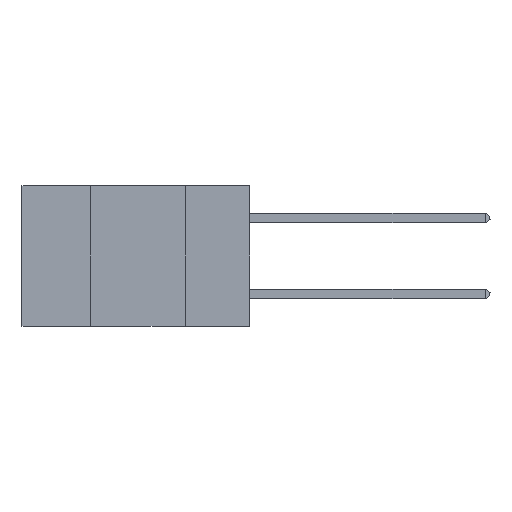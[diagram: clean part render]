
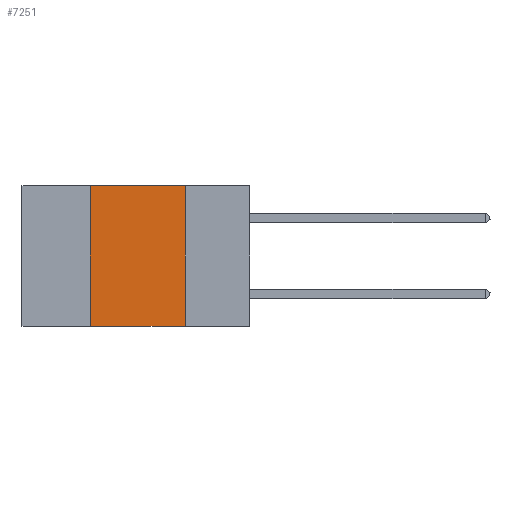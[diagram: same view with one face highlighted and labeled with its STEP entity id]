
A CAD part, left-side view. The second image highlights one B-rep face of the part: STEP entity #7251.
In plain terms, the highlighted planar face has unit normal (-1, 0, 0).
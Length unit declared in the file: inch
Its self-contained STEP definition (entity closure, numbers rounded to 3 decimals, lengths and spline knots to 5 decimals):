
#64 = VECTOR ( 'NONE', #4599, 39.37008 ) ;
#260 = VERTEX_POINT ( 'NONE', #14898 ) ;
#314 = VERTEX_POINT ( 'NONE', #9982 ) ;
#374 = EDGE_LOOP ( 'NONE', ( #13514, #5228, #7125, #14548 ) ) ;
#2393 = CARTESIAN_POINT ( 'NONE',  ( 0., 0.6, 0. ) ) ;
#2705 = CARTESIAN_POINT ( 'NONE',  ( 0., 0.6, 0. ) ) ;
#3280 = EDGE_CURVE ( 'NONE', #260, #9280, #13087, .T. ) ;
#3626 = VERTEX_POINT ( 'NONE', #5038 ) ;
#4599 = DIRECTION ( 'NONE',  ( 0., 0., 1. ) ) ;
#4618 = CARTESIAN_POINT ( 'NONE',  ( 0., 0.17, 0. ) ) ;
#4737 = DIRECTION ( 'NONE',  ( 1., 0., 0. ) ) ;
#4994 = VECTOR ( 'NONE', #14803, 39.37008 ) ;
#5038 = CARTESIAN_POINT ( 'NONE',  ( 0., 0.42, 0. ) ) ;
#5228 = ORIENTED_EDGE ( 'NONE', *, *, #11222, .F. ) ;
#7125 = ORIENTED_EDGE ( 'NONE', *, *, #10306, .F. ) ;
#7251 = ADVANCED_FACE ( 'NONE', ( #8758 ), #11880, .F. ) ;
#8498 = DIRECTION ( 'NONE',  ( 0., 0., -1. ) ) ;
#8758 = FACE_OUTER_BOUND ( 'NONE', #374, .T. ) ;
#9280 = VERTEX_POINT ( 'NONE', #14564 ) ;
#9613 = VECTOR ( 'NONE', #12505, 39.37008 ) ;
#9721 = EDGE_CURVE ( 'NONE', #314, #9280, #11287, .T. ) ;
#9899 = VECTOR ( 'NONE', #10245, 39.37008 ) ;
#9982 = CARTESIAN_POINT ( 'NONE',  ( 0., 0.17, 0. ) ) ;
#10245 = DIRECTION ( 'NONE',  ( 0., -1., 0. ) ) ;
#10306 = EDGE_CURVE ( 'NONE', #260, #3626, #10899, .T. ) ;
#10397 = CARTESIAN_POINT ( 'NONE',  ( 0., 0.6, -0.37 ) ) ;
#10532 = CARTESIAN_POINT ( 'NONE',  ( 0., 0.42, 0. ) ) ;
#10899 = LINE ( 'NONE', #10532, #64 ) ;
#11222 = EDGE_CURVE ( 'NONE', #3626, #314, #13013, .T. ) ;
#11287 = LINE ( 'NONE', #4618, #9613 ) ;
#11880 = PLANE ( 'NONE',  #12077 ) ;
#12077 = AXIS2_PLACEMENT_3D ( 'NONE', #2393, #4737, #8498 ) ;
#12505 = DIRECTION ( 'NONE',  ( 0., 0., -1. ) ) ;
#13013 = LINE ( 'NONE', #2705, #4994 ) ;
#13087 = LINE ( 'NONE', #10397, #9899 ) ;
#13514 = ORIENTED_EDGE ( 'NONE', *, *, #9721, .F. ) ;
#14548 = ORIENTED_EDGE ( 'NONE', *, *, #3280, .T. ) ;
#14564 = CARTESIAN_POINT ( 'NONE',  ( 0., 0.17, -0.37 ) ) ;
#14803 = DIRECTION ( 'NONE',  ( 0., -1., 0. ) ) ;
#14898 = CARTESIAN_POINT ( 'NONE',  ( 0., 0.42, -0.37 ) ) ;
